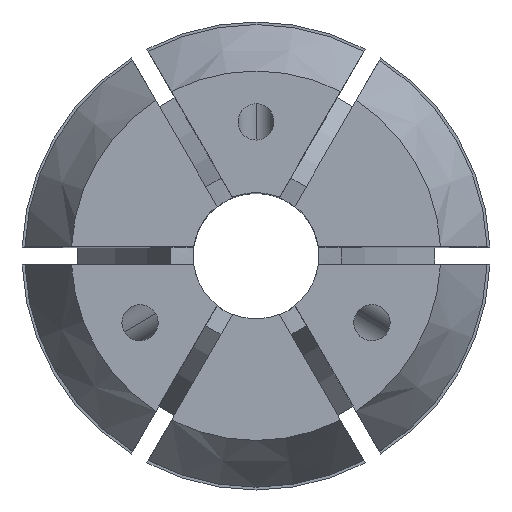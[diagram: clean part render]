
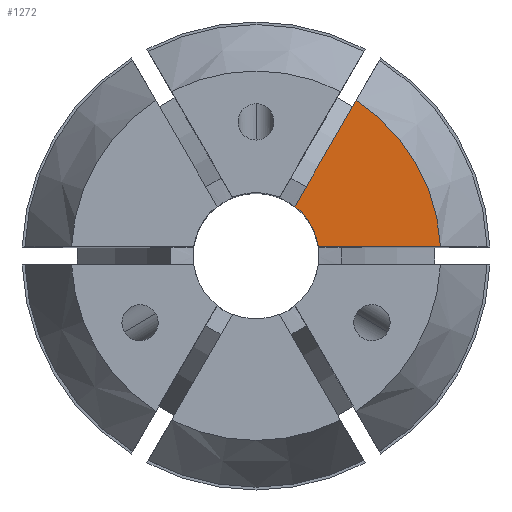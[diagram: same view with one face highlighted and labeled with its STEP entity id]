
A CAD part, top view. The second image highlights one B-rep face of the part: STEP entity #1272.
In plain terms, the highlighted planar face has unit normal (0, 0, 1).
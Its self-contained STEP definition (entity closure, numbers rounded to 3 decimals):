
#2 = DIRECTION ( 'NONE',  ( 1., 0., 0. ) ) ;
#27 = PLANE ( 'NONE',  #3278 ) ;
#163 = LINE ( 'NONE', #492, #650 ) ;
#257 = CARTESIAN_POINT ( 'NONE',  ( 2.165, 2.75, 34. ) ) ;
#280 = ORIENTED_EDGE ( 'NONE', *, *, #1221, .F. ) ;
#450 = CARTESIAN_POINT ( 'NONE',  ( 5.558, 8.627, 34. ) ) ;
#492 = CARTESIAN_POINT ( 'NONE',  ( 0., 0.5, 34. ) ) ;
#496 = DIRECTION ( 'NONE',  ( 0., 0., 1. ) ) ;
#596 = DIRECTION ( 'NONE',  ( 1., 0., 0. ) ) ;
#601 = LINE ( 'NONE', #3742, #1332 ) ;
#650 = VECTOR ( 'NONE', #1440, 1000. ) ;
#675 = ORIENTED_EDGE ( 'NONE', *, *, #2801, .F. ) ;
#828 = EDGE_LOOP ( 'NONE', ( #280, #675, #1794, #1728 ) ) ;
#1172 = CARTESIAN_POINT ( 'NONE',  ( 0., 0., 34. ) ) ;
#1200 = DIRECTION ( 'NONE',  ( 0., 0., -1. ) ) ;
#1221 = EDGE_CURVE ( 'NONE', #4047, #2966, #601, .T. ) ;
#1235 = CARTESIAN_POINT ( 'NONE',  ( 0., 0., 34. ) ) ;
#1245 = DIRECTION ( 'NONE',  ( -1., 0., 0. ) ) ;
#1272 = ADVANCED_FACE ( 'NONE', ( #1482 ), #27, .T. ) ;
#1288 = AXIS2_PLACEMENT_3D ( 'NONE', #1235, #1200, #1245 ) ;
#1332 = VECTOR ( 'NONE', #2755, 1000. ) ;
#1440 = DIRECTION ( 'NONE',  ( -1., 0., 0. ) ) ;
#1482 = FACE_OUTER_BOUND ( 'NONE', #828, .T. ) ;
#1728 = ORIENTED_EDGE ( 'NONE', *, *, #3647, .F. ) ;
#1768 = CIRCLE ( 'NONE', #2811, 3.5 ) ;
#1794 = ORIENTED_EDGE ( 'NONE', *, *, #2332, .F. ) ;
#1865 = DIRECTION ( 'NONE',  ( 0., 0., 1. ) ) ;
#2063 = CARTESIAN_POINT ( 'NONE',  ( 3.464, 0.5, 34. ) ) ;
#2332 = EDGE_CURVE ( 'NONE', #3697, #3059, #163, .T. ) ;
#2755 = DIRECTION ( 'NONE',  ( 0.5, 0.866, 0. ) ) ;
#2801 = EDGE_CURVE ( 'NONE', #3059, #4047, #1768, .T. ) ;
#2811 = AXIS2_PLACEMENT_3D ( 'NONE', #1172, #496, #596 ) ;
#2966 = VERTEX_POINT ( 'NONE', #450 ) ;
#3059 = VERTEX_POINT ( 'NONE', #2063 ) ;
#3211 = CARTESIAN_POINT ( 'NONE',  ( 10.251, 0.5, 34. ) ) ;
#3278 = AXIS2_PLACEMENT_3D ( 'NONE', #3481, #1865, #2 ) ;
#3481 = CARTESIAN_POINT ( 'NONE',  ( 0., 10.263, 34. ) ) ;
#3647 = EDGE_CURVE ( 'NONE', #2966, #3697, #3664, .T. ) ;
#3664 = CIRCLE ( 'NONE', #1288, 10.263 ) ;
#3697 = VERTEX_POINT ( 'NONE', #3211 ) ;
#3742 = CARTESIAN_POINT ( 'NONE',  ( 4.877, 7.447, 34. ) ) ;
#4047 = VERTEX_POINT ( 'NONE', #257 ) ;
